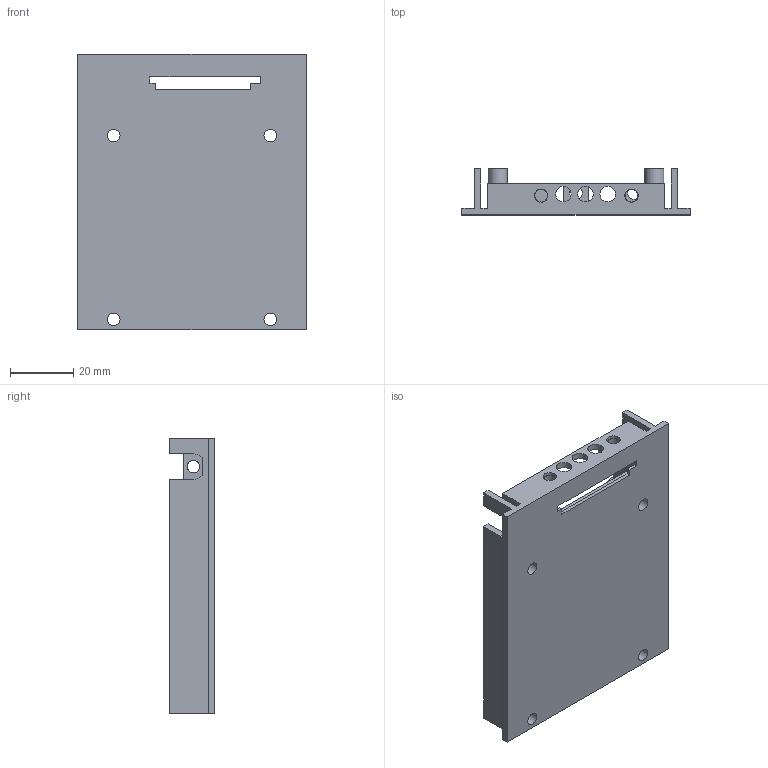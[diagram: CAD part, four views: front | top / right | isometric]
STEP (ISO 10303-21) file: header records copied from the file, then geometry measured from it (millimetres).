
FILE_DESCRIPTION(/* description */ (''),/* implementation_level */ '2;1');
FILE_NAME(/* name */ 'pi_cluster_frame.step',/* time_stamp */ '2020-11-16T21:44:41+01:00',/* author */ (''),/* organization */ (''),/* preprocessor_version */ 'ST-DEVELOPER v18.1',/* originating_system */ 'Autodesk Translation Framework v9.3.0.1241',/* authorisation */ '');
FILE_SCHEMA (('AUTOMOTIVE_DESIGN { 1 0 10303 214 3 1 1 }'));
Length unit declared in the file: millimetre
Products named in the file (2): pi_holder; pi-tray
Assembly tree (1 placements, depth 2):
  pi_holder
    pi-tray
Bounding box: 72 x 14.5 x 87 mm (x, y, z)
Volume: 28603.6 mm3; surface area: 21932 mm2
Topology: 1 solids, 1 shells, 137 faces, 380 edges, 248 vertices
Faces by surface type: plane 107, cylinder 30
Full cylindrical faces by diameter (mm): 4 x11, 4.2 x6, 4.9 x3, 6 x4
Entity records: 4450 total; most frequent: CARTESIAN_POINT 768, ORIENTED_EDGE 760, DIRECTION 728, EDGE_CURVE 380, LINE 312, VECTOR 312, VERTEX_POINT 248, AXIS2_PLACEMENT_3D 208
